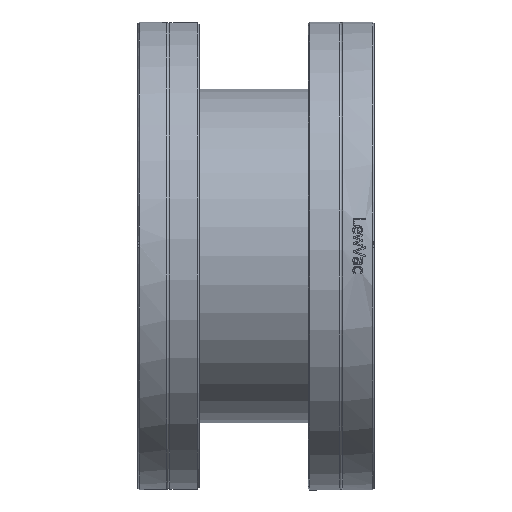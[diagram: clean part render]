
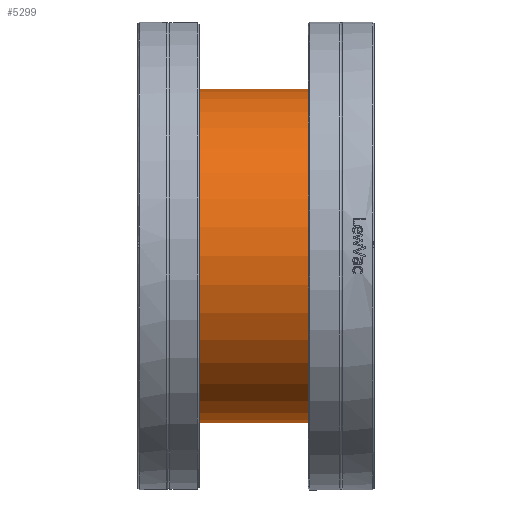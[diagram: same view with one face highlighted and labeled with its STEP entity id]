
A CAD part, left-side view. The second image highlights one B-rep face of the part: STEP entity #5299.
In plain terms, the highlighted cylindrical face has radius 54 mm (diameter 108 mm), a full revolution.
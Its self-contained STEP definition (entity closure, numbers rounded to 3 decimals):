
#854=CYLINDRICAL_SURFACE('',#5903,54.);
#1137=FACE_BOUND('',#1996,.T.);
#1462=FACE_OUTER_BOUND('',#1995,.T.);
#1995=EDGE_LOOP('',(#4894));
#1996=EDGE_LOOP('',(#4895));
#2288=CIRCLE('',#5904,54.);
#2289=CIRCLE('',#5905,54.);
#2807=VERTEX_POINT('',#32396);
#2808=VERTEX_POINT('',#32398);
#3504=EDGE_CURVE('',#2807,#2807,#2288,.T.);
#3505=EDGE_CURVE('',#2808,#2808,#2289,.T.);
#4894=ORIENTED_EDGE('',*,*,#3504,.F.);
#4895=ORIENTED_EDGE('',*,*,#3505,.T.);
#5299=ADVANCED_FACE('',(#1462,#1137),#854,.T.);
#5903=AXIS2_PLACEMENT_3D('',#32395,#7158,#7159);
#5904=AXIS2_PLACEMENT_3D('',#32397,#7160,#7161);
#5905=AXIS2_PLACEMENT_3D('',#32399,#7162,#7163);
#7158=DIRECTION('center_axis',(0.,0.,-1.));
#7159=DIRECTION('ref_axis',(-1.,0.,0.));
#7160=DIRECTION('center_axis',(0.,0.,-1.));
#7161=DIRECTION('ref_axis',(-1.,0.,0.));
#7162=DIRECTION('center_axis',(0.,0.,-1.));
#7163=DIRECTION('ref_axis',(-1.,0.,0.));
#32395=CARTESIAN_POINT('Origin',(0.,0.,0.));
#32396=CARTESIAN_POINT('',(54.,0.,-54.3));
#32397=CARTESIAN_POINT('Origin',(0.,0.,-54.3));
#32398=CARTESIAN_POINT('',(54.,0.,0.));
#32399=CARTESIAN_POINT('Origin',(0.,0.,0.));
